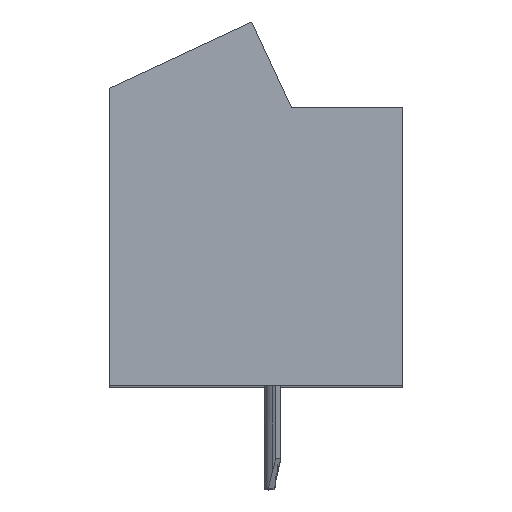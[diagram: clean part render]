
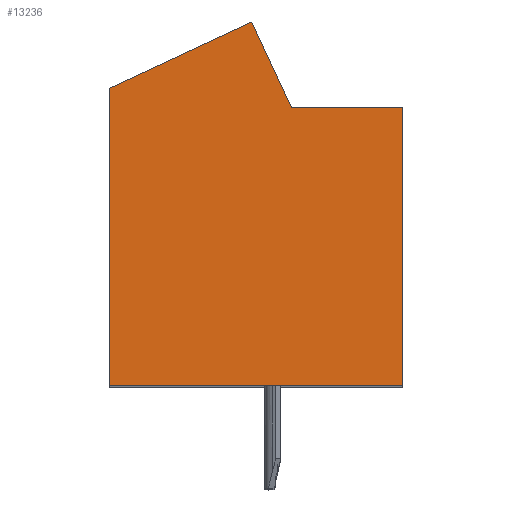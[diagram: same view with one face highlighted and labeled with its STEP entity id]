
A CAD part, top view. The second image highlights one B-rep face of the part: STEP entity #13236.
In plain terms, the highlighted planar face has unit normal (0, 0, 1).
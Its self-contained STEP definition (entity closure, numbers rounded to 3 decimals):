
#4637=DIRECTION('',(-1.,0.,0.));
#4638=VECTOR('',#4637,3.79);
#4639=CARTESIAN_POINT('',(5.002,3.3,36.75));
#4640=LINE('',#4639,#4638);
#4641=DIRECTION('',(0.,1.,0.));
#4642=VECTOR('',#4641,9.5);
#4643=CARTESIAN_POINT('',(5.002,-6.2,36.75));
#4644=LINE('',#4643,#4642);
#4645=DIRECTION('',(1.,0.,0.));
#4646=VECTOR('',#4645,10.);
#4647=CARTESIAN_POINT('',(-4.998,-6.2,36.75));
#4648=LINE('',#4647,#4646);
#4649=DIRECTION('',(0.,-1.,0.));
#4650=VECTOR('',#4649,10.135);
#4651=CARTESIAN_POINT('',(-4.998,3.935,36.75));
#4652=LINE('',#4651,#4650);
#4653=DIRECTION('',(-0.906,-0.423,0.));
#4654=VECTOR('',#4653,5.36);
#4655=CARTESIAN_POINT('',(-0.14,6.2,36.75));
#4656=LINE('',#4655,#4654);
#4657=DIRECTION('',(-0.423,0.906,0.));
#4658=VECTOR('',#4657,3.2);
#4659=CARTESIAN_POINT('',(1.212,3.3,36.75));
#4660=LINE('',#4659,#4658);
#5718=CARTESIAN_POINT('',(5.002,3.3,36.75));
#5719=CARTESIAN_POINT('',(1.212,3.3,36.75));
#5720=VERTEX_POINT('',#5718);
#5721=VERTEX_POINT('',#5719);
#5722=CARTESIAN_POINT('',(-0.14,6.2,36.75));
#5723=VERTEX_POINT('',#5722);
#5724=CARTESIAN_POINT('',(-4.998,3.935,36.75));
#5725=VERTEX_POINT('',#5724);
#5726=CARTESIAN_POINT('',(-4.998,-6.2,36.75));
#5727=VERTEX_POINT('',#5726);
#5728=CARTESIAN_POINT('',(5.002,-6.2,36.75));
#5729=VERTEX_POINT('',#5728);
#13223=CARTESIAN_POINT('',(0.,0.,36.75));
#13224=DIRECTION('',(0.,0.,1.));
#13225=DIRECTION('',(1.,0.,0.));
#13226=AXIS2_PLACEMENT_3D('',#13223,#13224,#13225);
#13227=PLANE('',#13226);
#13228=ORIENTED_EDGE('',*,*,#7317,.F.);
#13229=ORIENTED_EDGE('',*,*,#7332,.F.);
#13230=ORIENTED_EDGE('',*,*,#7346,.F.);
#13231=ORIENTED_EDGE('',*,*,#7561,.F.);
#13232=ORIENTED_EDGE('',*,*,#8232,.F.);
#13233=ORIENTED_EDGE('',*,*,#13217,.F.);
#13234=EDGE_LOOP('',(#13228,#13229,#13230,#13231,#13232,#13233));
#13235=FACE_OUTER_BOUND('',#13234,.F.);
#7317=EDGE_CURVE('',#5720,#5721,#4640,.T.);
#7332=EDGE_CURVE('',#5729,#5720,#4644,.T.);
#7346=EDGE_CURVE('',#5727,#5729,#4648,.T.);
#7561=EDGE_CURVE('',#5725,#5727,#4652,.T.);
#8232=EDGE_CURVE('',#5723,#5725,#4656,.T.);
#13217=EDGE_CURVE('',#5721,#5723,#4660,.T.);
#13236=ADVANCED_FACE('',(#13235),#13227,.T.);
